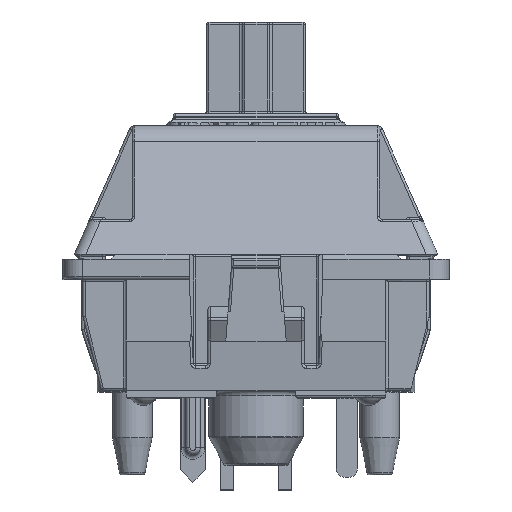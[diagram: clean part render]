
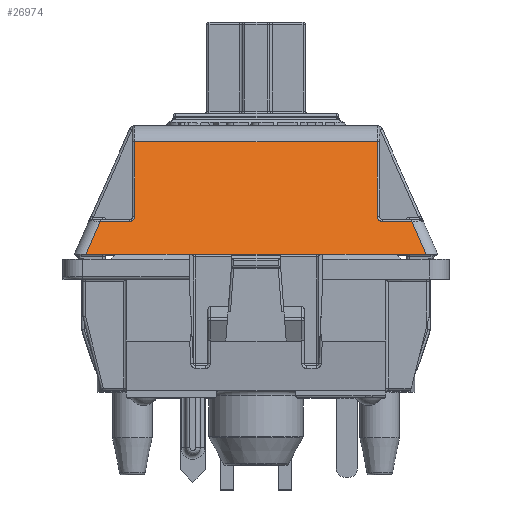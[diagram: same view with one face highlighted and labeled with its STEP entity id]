
A CAD part, top view. The second image highlights one B-rep face of the part: STEP entity #26974.
In plain terms, the highlighted planar face has unit normal (0, 0.359, 0.933).
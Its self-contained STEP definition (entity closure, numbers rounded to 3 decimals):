
#1708=B_SPLINE_CURVE_WITH_KNOTS('',3,(#45727,#45728,#45729,#45730,#45731,
#45732,#45733),.UNSPECIFIED.,.F.,.F.,(4,3,4),(4.712,5.498,
6.283),.UNSPECIFIED.);
#1709=B_SPLINE_CURVE_WITH_KNOTS('',3,(#45741,#45742,#45743,#45744,#45745,
#45746,#45747),.UNSPECIFIED.,.F.,.F.,(4,3,4),(3.142,3.927,
4.712),.UNSPECIFIED.);
#2333=PLANE('',#29571);
#3842=LINE('',#44936,#5924);
#4093=LINE('',#45735,#6175);
#4094=LINE('',#45737,#6176);
#4095=LINE('',#45739,#6177);
#4096=LINE('',#45749,#6178);
#4097=LINE('',#45750,#6179);
#4098=LINE('',#45751,#6180);
#4099=LINE('',#45752,#6181);
#5924=VECTOR('',#35821,1000.);
#6175=VECTOR('',#36232,1000.);
#6176=VECTOR('',#36233,1000.);
#6177=VECTOR('',#36234,1000.);
#6178=VECTOR('',#36235,1000.);
#6179=VECTOR('',#36236,1000.);
#6180=VECTOR('',#36237,1000.);
#6181=VECTOR('',#36238,1000.);
#8306=FACE_OUTER_BOUND('',#9968,.T.);
#9968=EDGE_LOOP('',(#23001,#23002,#23003,#23004,#23005,#23006,#23007,#23008,
#23009,#23010));
#13325=VERTEX_POINT('',#44550);
#13476=VERTEX_POINT('',#44933);
#13477=VERTEX_POINT('',#44935);
#13768=VERTEX_POINT('',#45725);
#13769=VERTEX_POINT('',#45726);
#13770=VERTEX_POINT('',#45734);
#13771=VERTEX_POINT('',#45736);
#13772=VERTEX_POINT('',#45738);
#13773=VERTEX_POINT('',#45740);
#13774=VERTEX_POINT('',#45748);
#16645=EDGE_CURVE('',#13477,#13476,#3842,.T.);
#16950=EDGE_CURVE('',#13768,#13769,#1708,.T.);
#16951=EDGE_CURVE('',#13768,#13770,#4093,.T.);
#16952=EDGE_CURVE('',#13770,#13771,#4094,.T.);
#16953=EDGE_CURVE('',#13771,#13772,#4095,.T.);
#16954=EDGE_CURVE('',#13773,#13772,#1709,.T.);
#16955=EDGE_CURVE('',#13773,#13774,#4096,.T.);
#16956=EDGE_CURVE('',#13774,#13477,#4097,.T.);
#16957=EDGE_CURVE('',#13476,#13325,#4098,.T.);
#16958=EDGE_CURVE('',#13325,#13769,#4099,.T.);
#23001=ORIENTED_EDGE('',*,*,#16950,.F.);
#23002=ORIENTED_EDGE('',*,*,#16951,.T.);
#23003=ORIENTED_EDGE('',*,*,#16952,.T.);
#23004=ORIENTED_EDGE('',*,*,#16953,.T.);
#23005=ORIENTED_EDGE('',*,*,#16954,.F.);
#23006=ORIENTED_EDGE('',*,*,#16955,.T.);
#23007=ORIENTED_EDGE('',*,*,#16956,.T.);
#23008=ORIENTED_EDGE('',*,*,#16645,.T.);
#23009=ORIENTED_EDGE('',*,*,#16957,.T.);
#23010=ORIENTED_EDGE('',*,*,#16958,.T.);
#26974=ADVANCED_FACE('',(#8306),#2333,.F.);
#29571=AXIS2_PLACEMENT_3D('',#45724,#36230,#36231);
#35821=DIRECTION('',(1.,0.,0.));
#36230=DIRECTION('center_axis',(0.,-0.359,-0.933));
#36231=DIRECTION('ref_axis',(1.,0.,0.));
#36232=DIRECTION('',(0.,0.933,-0.359));
#36233=DIRECTION('',(-1.,0.,0.));
#36234=DIRECTION('',(0.,-0.933,0.359));
#36235=DIRECTION('',(-1.,0.,0.));
#36236=DIRECTION('',(-0.382,-0.863,0.332));
#36237=DIRECTION('',(-0.382,0.863,-0.332));
#36238=DIRECTION('',(-1.,0.,0.));
#44550=CARTESIAN_POINT('',(13.642,1.336,-0.514));
#44933=CARTESIAN_POINT('',(14.233,0.,0.));
#44935=CARTESIAN_POINT('',(0.467,0.,0.));
#44936=CARTESIAN_POINT('',(0.,0.,0.));
#45724=CARTESIAN_POINT('Origin',(0.,5.2,-2.));
#45725=CARTESIAN_POINT('',(12.25,1.536,-0.591));
#45726=CARTESIAN_POINT('',(12.45,1.336,-0.514));
#45727=CARTESIAN_POINT('Ctrl Pts',(12.25,1.536,-0.591));
#45728=CARTESIAN_POINT('Ctrl Pts',(12.25,1.483,-0.571));
#45729=CARTESIAN_POINT('Ctrl Pts',(12.272,1.432,-0.551));
#45730=CARTESIAN_POINT('Ctrl Pts',(12.309,1.394,-0.536));
#45731=CARTESIAN_POINT('Ctrl Pts',(12.346,1.357,-0.522));
#45732=CARTESIAN_POINT('Ctrl Pts',(12.397,1.336,-0.514));
#45733=CARTESIAN_POINT('Ctrl Pts',(12.45,1.336,-0.514));
#45734=CARTESIAN_POINT('',(12.25,4.559,-1.753));
#45735=CARTESIAN_POINT('',(12.25,4.559,-1.753));
#45736=CARTESIAN_POINT('',(2.45,4.559,-1.753));
#45737=CARTESIAN_POINT('',(2.35,4.559,-1.753));
#45738=CARTESIAN_POINT('',(2.45,1.536,-0.591));
#45739=CARTESIAN_POINT('',(2.45,1.4,-0.538));
#45740=CARTESIAN_POINT('',(2.25,1.336,-0.514));
#45741=CARTESIAN_POINT('Ctrl Pts',(2.25,1.336,-0.514));
#45742=CARTESIAN_POINT('Ctrl Pts',(2.303,1.336,-0.514));
#45743=CARTESIAN_POINT('Ctrl Pts',(2.354,1.357,-0.522));
#45744=CARTESIAN_POINT('Ctrl Pts',(2.391,1.394,-0.536));
#45745=CARTESIAN_POINT('Ctrl Pts',(2.428,1.432,-0.551));
#45746=CARTESIAN_POINT('Ctrl Pts',(2.45,1.483,-0.571));
#45747=CARTESIAN_POINT('Ctrl Pts',(2.45,1.536,-0.591));
#45748=CARTESIAN_POINT('',(1.058,1.336,-0.514));
#45749=CARTESIAN_POINT('',(0.,1.336,-0.514));
#45750=CARTESIAN_POINT('',(2.364,4.289,-1.65));
#45751=CARTESIAN_POINT('',(10.195,9.128,-3.511));
#45752=CARTESIAN_POINT('',(0.,1.336,-0.514));
